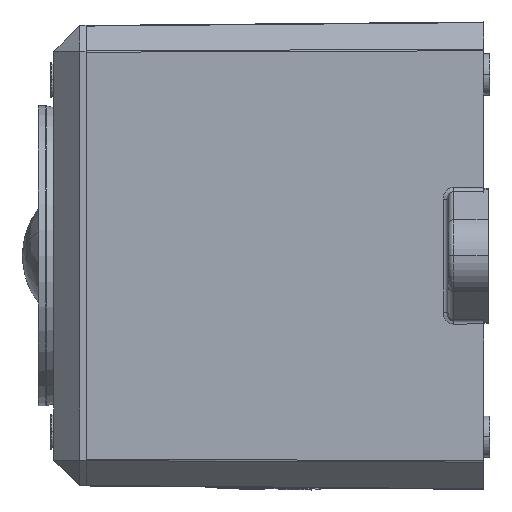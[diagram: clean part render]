
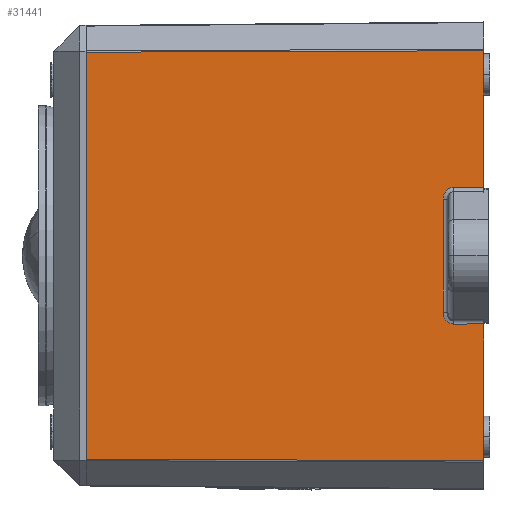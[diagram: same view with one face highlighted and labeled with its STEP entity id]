
A CAD part, left-side view. The second image highlights one B-rep face of the part: STEP entity #31441.
In plain terms, the highlighted planar face has unit normal (-1, 0.009, 0).
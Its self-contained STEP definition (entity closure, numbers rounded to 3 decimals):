
#149 = CARTESIAN_POINT ( 'NONE',  ( -45.102, 8.741, -39.5 ) ) ;
#597 =( BOUNDED_CURVE ( )  B_SPLINE_CURVE ( 3, ( #32005, #29141, #26477, #11823 ),
 .UNSPECIFIED., .F., .F. ) 
 B_SPLINE_CURVE_WITH_KNOTS ( ( 4, 4 ),
 ( 6.266, 6.283 ),
 .UNSPECIFIED. ) 
 CURVE ( )  GEOMETRIC_REPRESENTATION_ITEM ( )  RATIONAL_B_SPLINE_CURVE ( ( 1., 1., 1., 1. ) ) 
 REPRESENTATION_ITEM ( '' )  );
#837 = CARTESIAN_POINT ( 'NONE',  ( -45.12, 6.741, 13.21 ) ) ;
#1740 = VECTOR ( 'NONE', #3235, 1000. ) ;
#1862 = EDGE_CURVE ( 'NONE', #27325, #9436, #26493, .T. ) ;
#2435 = CARTESIAN_POINT ( 'NONE',  ( -44.498, 78.035, 39.333 ) ) ;
#2580 = VERTEX_POINT ( 'NONE', #4282 ) ;
#2702 = DIRECTION ( 'NONE',  ( 0., 0., -1. ) ) ;
#3235 = DIRECTION ( 'NONE',  ( 0.009, 1., -0.005 ) ) ;
#3648 = LINE ( 'NONE', #24071, #18159 ) ;
#3935 = VECTOR ( 'NONE', #16904, 1000. ) ;
#4118 = EDGE_CURVE ( 'NONE', #6206, #27259, #3648, .T. ) ;
#4282 = CARTESIAN_POINT ( 'NONE',  ( -44.5, 77.75, 39.334 ) ) ;
#5729 = CARTESIAN_POINT ( 'NONE',  ( -45.171, 0.88, 39.612 ) ) ;
#6206 = VERTEX_POINT ( 'NONE', #14210 ) ;
#6363 = DIRECTION ( 'NONE',  ( -0.009, -1., -0.004 ) ) ;
#7707 = VERTEX_POINT ( 'NONE', #36798 ) ;
#8126 = VERTEX_POINT ( 'NONE', #10914 ) ;
#8315 = EDGE_CURVE ( 'NONE', #35511, #26848, #12619, .T. ) ;
#8525 = CARTESIAN_POINT ( 'NONE',  ( -45.171, 0.88, -13.18 ) ) ;
#9436 = VERTEX_POINT ( 'NONE', #31812 ) ;
#9540 = EDGE_CURVE ( 'NONE', #8126, #9436, #25629, .T. ) ;
#9688 = VECTOR ( 'NONE', #10635, 1000. ) ;
#10249 = CARTESIAN_POINT ( 'NONE',  ( -45.102, 8.741, -12.263 ) ) ;
#10635 = DIRECTION ( 'NONE',  ( 0., 0., -1. ) ) ;
#10914 = CARTESIAN_POINT ( 'NONE',  ( -45.102, 8.741, -10.911 ) ) ;
#11341 = EDGE_CURVE ( 'NONE', #27325, #27259, #16160, .T. ) ;
#11823 = CARTESIAN_POINT ( 'NONE',  ( -45.119, 6.776, 13.21 ) ) ;
#12449 = DIRECTION ( 'NONE',  ( 0., 0., 1. ) ) ;
#12619 = LINE ( 'NONE', #24640, #15938 ) ;
#14046 = DIRECTION ( 'NONE',  ( -0.009, -1., 0. ) ) ;
#14210 = CARTESIAN_POINT ( 'NONE',  ( -44.5, 77.75, -39.334 ) ) ;
#14332 = VERTEX_POINT ( 'NONE', #24119 ) ;
#15938 = VECTOR ( 'NONE', #30172, 1000. ) ;
#16066 = CARTESIAN_POINT ( 'NONE',  ( -45.171, 0.88, 13.18 ) ) ;
#16160 = LINE ( 'NONE', #16320, #9688 ) ;
#16320 = CARTESIAN_POINT ( 'NONE',  ( -45.171, 0.88, 0. ) ) ;
#16337 = CARTESIAN_POINT ( 'NONE',  ( -44.5, 77.75, -39.5 ) ) ;
#16368 = ORIENTED_EDGE ( 'NONE', *, *, #26495, .F. ) ;
#16543 = CARTESIAN_POINT ( 'NONE',  ( -45.109, 7.931, 13.192 ) ) ;
#16890 = DIRECTION ( 'NONE',  ( -1., 0.009, 0. ) ) ;
#16904 = DIRECTION ( 'NONE',  ( 0., 0., -1. ) ) ;
#17009 = EDGE_CURVE ( 'NONE', #14332, #7707, #34413, .T. ) ;
#17813 = ORIENTED_EDGE ( 'NONE', *, *, #36990, .T. ) ;
#18159 = VECTOR ( 'NONE', #6363, 1000. ) ;
#18636 = CARTESIAN_POINT ( 'NONE',  ( -45.109, 7.913, -13.216 ) ) ;
#19041 = ORIENTED_EDGE ( 'NONE', *, *, #26748, .T. ) ;
#19380 = PLANE ( 'NONE',  #30438 ) ;
#20506 = CARTESIAN_POINT ( 'NONE',  ( -45.171, 0.88, -39.612 ) ) ;
#20713 = VECTOR ( 'NONE', #33896, 1000. ) ;
#20741 = ORIENTED_EDGE ( 'NONE', *, *, #17009, .F. ) ;
#21712 = CARTESIAN_POINT ( 'NONE',  ( -45.102, 8.741, -10.911 ) ) ;
#22512 = VECTOR ( 'NONE', #12449, 1000. ) ;
#22598 = VERTEX_POINT ( 'NONE', #5729 ) ;
#23798 = ORIENTED_EDGE ( 'NONE', *, *, #11341, .F. ) ;
#24071 = CARTESIAN_POINT ( 'NONE',  ( -44.5, 77.749, -39.334 ) ) ;
#24119 = CARTESIAN_POINT ( 'NONE',  ( -45.119, 6.776, 13.21 ) ) ;
#24157 = ORIENTED_EDGE ( 'NONE', *, *, #24350, .F. ) ;
#24350 = EDGE_CURVE ( 'NONE', #22598, #26848, #26120, .T. ) ;
#24640 = CARTESIAN_POINT ( 'NONE',  ( -45.171, 0.877, 13.18 ) ) ;
#24890 = EDGE_CURVE ( 'NONE', #22598, #2580, #25709, .T. ) ;
#25113 = CARTESIAN_POINT ( 'NONE',  ( -45.102, 8.741, 12.245 ) ) ;
#25481 = LINE ( 'NONE', #31416, #3935 ) ;
#25629 =( BOUNDED_CURVE ( )  B_SPLINE_CURVE ( 3, ( #21712, #10249, #18636, #36341 ),
 .UNSPECIFIED., .F., .F. ) 
 B_SPLINE_CURVE_WITH_KNOTS ( ( 4, 4 ),
 ( 1.588, 3.159 ),
 .UNSPECIFIED. ) 
 CURVE ( )  GEOMETRIC_REPRESENTATION_ITEM ( )  RATIONAL_B_SPLINE_CURVE ( ( 1., 0.805, 0.805, 1. ) ) 
 REPRESENTATION_ITEM ( '' )  );
#25709 = LINE ( 'NONE', #2435, #20713 ) ;
#26120 = LINE ( 'NONE', #29380, #28555 ) ;
#26477 = CARTESIAN_POINT ( 'NONE',  ( -45.119, 6.765, 13.21 ) ) ;
#26493 = LINE ( 'NONE', #32404, #1740 ) ;
#26495 = EDGE_CURVE ( 'NONE', #35511, #14332, #597, .T. ) ;
#26515 = ORIENTED_EDGE ( 'NONE', *, *, #8315, .T. ) ;
#26642 = EDGE_LOOP ( 'NONE', ( #16368, #26515, #24157, #33307, #17813, #33322, #23798, #34843, #31528, #19041, #20741 ) ) ;
#26748 = EDGE_CURVE ( 'NONE', #8126, #7707, #28693, .T. ) ;
#26848 = VERTEX_POINT ( 'NONE', #16066 ) ;
#27259 = VERTEX_POINT ( 'NONE', #20506 ) ;
#27325 = VERTEX_POINT ( 'NONE', #8525 ) ;
#28555 = VECTOR ( 'NONE', #2702, 1000. ) ;
#28693 = LINE ( 'NONE', #149, #22512 ) ;
#29141 = CARTESIAN_POINT ( 'NONE',  ( -45.12, 6.753, 13.21 ) ) ;
#29380 = CARTESIAN_POINT ( 'NONE',  ( -45.171, 0.88, 0. ) ) ;
#30172 = DIRECTION ( 'NONE',  ( -0.009, -1., -0.005 ) ) ;
#30438 = AXIS2_PLACEMENT_3D ( 'NONE', #16337, #16890, #14046 ) ;
#30997 = CARTESIAN_POINT ( 'NONE',  ( -45.119, 6.776, 13.21 ) ) ;
#31416 = CARTESIAN_POINT ( 'NONE',  ( -44.5, 77.75, -39.5 ) ) ;
#31441 = ADVANCED_FACE ( 'NONE', ( #36531 ), #19380, .T. ) ;
#31528 = ORIENTED_EDGE ( 'NONE', *, *, #9540, .F. ) ;
#31812 = CARTESIAN_POINT ( 'NONE',  ( -45.12, 6.741, -13.21 ) ) ;
#32005 = CARTESIAN_POINT ( 'NONE',  ( -45.12, 6.741, 13.21 ) ) ;
#32404 = CARTESIAN_POINT ( 'NONE',  ( -45.111, 7.747, -13.215 ) ) ;
#33307 = ORIENTED_EDGE ( 'NONE', *, *, #24890, .T. ) ;
#33322 = ORIENTED_EDGE ( 'NONE', *, *, #4118, .T. ) ;
#33896 = DIRECTION ( 'NONE',  ( 0.009, 1., -0.004 ) ) ;
#34247 = CARTESIAN_POINT ( 'NONE',  ( -45.102, 8.741, 10.911 ) ) ;
#34413 =( BOUNDED_CURVE ( )  B_SPLINE_CURVE ( 3, ( #30997, #16543, #25113, #34247 ),
 .UNSPECIFIED., .F., .F. ) 
 B_SPLINE_CURVE_WITH_KNOTS ( ( 4, 4 ),
 ( 0., 1.553 ),
 .UNSPECIFIED. ) 
 CURVE ( )  GEOMETRIC_REPRESENTATION_ITEM ( )  RATIONAL_B_SPLINE_CURVE ( ( 1., 0.809, 0.809, 1. ) ) 
 REPRESENTATION_ITEM ( '' )  );
#34843 = ORIENTED_EDGE ( 'NONE', *, *, #1862, .T. ) ;
#35511 = VERTEX_POINT ( 'NONE', #837 ) ;
#36341 = CARTESIAN_POINT ( 'NONE',  ( -45.12, 6.741, -13.21 ) ) ;
#36531 = FACE_OUTER_BOUND ( 'NONE', #26642, .T. ) ;
#36798 = CARTESIAN_POINT ( 'NONE',  ( -45.102, 8.741, 10.911 ) ) ;
#36990 = EDGE_CURVE ( 'NONE', #2580, #6206, #25481, .T. ) ;
